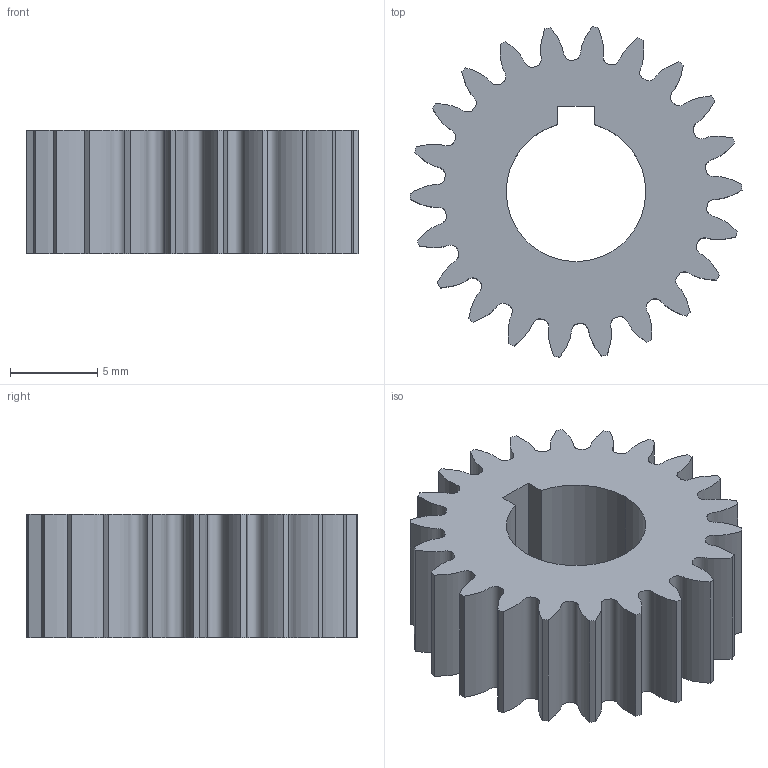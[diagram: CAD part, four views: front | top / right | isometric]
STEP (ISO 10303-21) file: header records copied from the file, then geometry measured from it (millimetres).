
FILE_DESCRIPTION (( 'STEP AP214' ), '1' );
FILE_NAME ('32DP Larger 20t.STEP', '2026-01-19T23:42:10', ( '' ), ( '' ), 'SwSTEP 2.0', 'SolidWorks 2026', '' );
FILE_SCHEMA (( 'AUTOMOTIVE_DESIGN' ));
Length unit declared in the file: inch
Products named in the file (1): 32DP Larger 20t
Bounding box: 19.05 x 18.96 x 7.11 mm (x, y, z)
Volume: 1253.9 mm3; surface area: 1333.9 mm2
Topology: 1 solids, 1 shells, 52 faces, 150 edges, 100 vertices
Faces by surface type: cylinder 25, bspline 22, plane 5
Entity records: 7959 total; most frequent: CARTESIAN_POINT 6661, ORIENTED_EDGE 300, DIRECTION 218, EDGE_CURVE 150, VERTEX_POINT 100, AXIS2_PLACEMENT_3D 81, VECTOR 56, LINE 56
